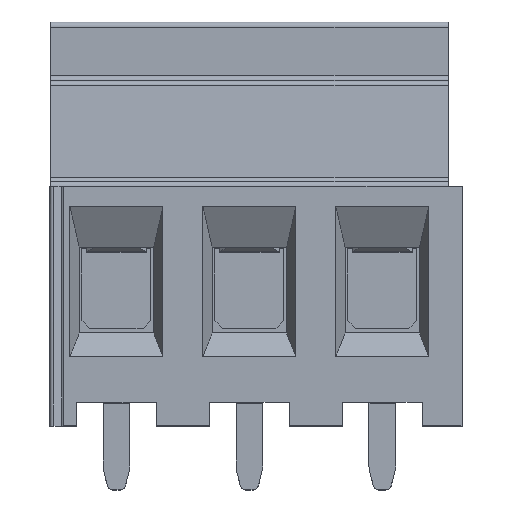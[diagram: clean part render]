
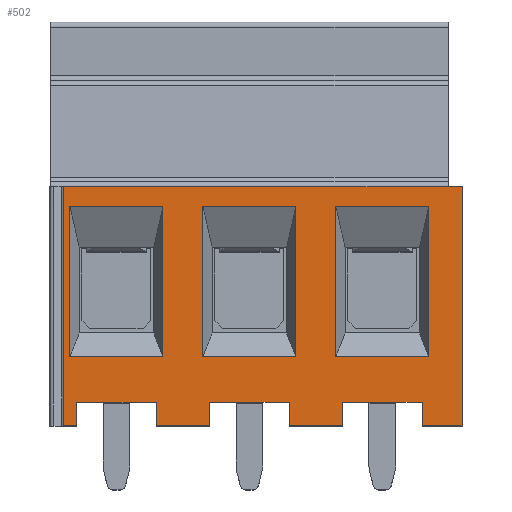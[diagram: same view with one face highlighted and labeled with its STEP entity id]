
A CAD part, top view. The second image highlights one B-rep face of the part: STEP entity #502.
In plain terms, the highlighted planar face has unit normal (0, 0, 1).
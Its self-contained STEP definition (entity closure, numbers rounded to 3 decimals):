
#342=FACE_BOUND('',#1851,.T.);
#343=FACE_BOUND('',#1852,.T.);
#344=FACE_BOUND('',#1853,.T.);
#345=FACE_BOUND('',#1854,.T.);
#502=ADVANCED_FACE('',(#342,#343,#344,#345),#984,.T.);
#984=PLANE('',#9417);
#1851=EDGE_LOOP('',(#3010,#3011,#3012,#3013,#3014,#3015,#3016,#3017,#3018,
#3019,#3020,#3021,#3022,#3023,#3024,#3025,#3026));
#1852=EDGE_LOOP('',(#3027,#3028,#3029,#3030));
#1853=EDGE_LOOP('',(#3031,#3032,#3033,#3034));
#1854=EDGE_LOOP('',(#3035,#3036,#3037,#3038));
#3010=ORIENTED_EDGE('',*,*,#6224,.T.);
#3011=ORIENTED_EDGE('',*,*,#6294,.T.);
#3012=ORIENTED_EDGE('',*,*,#6295,.F.);
#3013=ORIENTED_EDGE('',*,*,#6277,.F.);
#3014=ORIENTED_EDGE('',*,*,#6296,.T.);
#3015=ORIENTED_EDGE('',*,*,#6297,.T.);
#3016=ORIENTED_EDGE('',*,*,#6298,.F.);
#3017=ORIENTED_EDGE('',*,*,#6244,.F.);
#3018=ORIENTED_EDGE('',*,*,#6293,.T.);
#3019=ORIENTED_EDGE('',*,*,#6299,.T.);
#3020=ORIENTED_EDGE('',*,*,#6300,.F.);
#3021=ORIENTED_EDGE('',*,*,#6257,.F.);
#3022=ORIENTED_EDGE('',*,*,#6301,.T.);
#3023=ORIENTED_EDGE('',*,*,#6302,.F.);
#3024=ORIENTED_EDGE('',*,*,#6303,.F.);
#3025=ORIENTED_EDGE('',*,*,#6272,.T.);
#3026=ORIENTED_EDGE('',*,*,#6304,.F.);
#3027=ORIENTED_EDGE('',*,*,#6305,.F.);
#3028=ORIENTED_EDGE('',*,*,#6306,.F.);
#3029=ORIENTED_EDGE('',*,*,#6307,.F.);
#3030=ORIENTED_EDGE('',*,*,#6308,.F.);
#3031=ORIENTED_EDGE('',*,*,#6309,.F.);
#3032=ORIENTED_EDGE('',*,*,#6310,.F.);
#3033=ORIENTED_EDGE('',*,*,#6311,.F.);
#3034=ORIENTED_EDGE('',*,*,#6312,.F.);
#3035=ORIENTED_EDGE('',*,*,#6313,.F.);
#3036=ORIENTED_EDGE('',*,*,#6314,.F.);
#3037=ORIENTED_EDGE('',*,*,#6315,.F.);
#3038=ORIENTED_EDGE('',*,*,#6316,.F.);
#5274=VERTEX_POINT('',#13371);
#5275=VERTEX_POINT('',#13373);
#5288=VERTEX_POINT('',#13411);
#5289=VERTEX_POINT('',#13413);
#5298=VERTEX_POINT('',#13435);
#5299=VERTEX_POINT('',#13437);
#5309=VERTEX_POINT('',#13462);
#5310=VERTEX_POINT('',#13464);
#5314=VERTEX_POINT('',#13473);
#5315=VERTEX_POINT('',#13475);
#5326=VERTEX_POINT('',#13503);
#5327=VERTEX_POINT('',#13507);
#5328=VERTEX_POINT('',#13510);
#5329=VERTEX_POINT('',#13512);
#5330=VERTEX_POINT('',#13515);
#5331=VERTEX_POINT('',#13518);
#5332=VERTEX_POINT('',#13520);
#5333=VERTEX_POINT('',#13524);
#5334=VERTEX_POINT('',#13525);
#5335=VERTEX_POINT('',#13527);
#5336=VERTEX_POINT('',#13529);
#5337=VERTEX_POINT('',#13532);
#5338=VERTEX_POINT('',#13533);
#5339=VERTEX_POINT('',#13535);
#5340=VERTEX_POINT('',#13537);
#5341=VERTEX_POINT('',#13540);
#5342=VERTEX_POINT('',#13541);
#5343=VERTEX_POINT('',#13543);
#5344=VERTEX_POINT('',#13545);
#6224=EDGE_CURVE('',#5275,#5274,#7510,.T.);
#6244=EDGE_CURVE('',#5288,#5289,#7526,.T.);
#6257=EDGE_CURVE('',#5298,#5299,#7539,.T.);
#6272=EDGE_CURVE('',#5310,#5309,#7552,.T.);
#6277=EDGE_CURVE('',#5314,#5315,#7557,.T.);
#6293=EDGE_CURVE('',#5288,#5326,#7569,.T.);
#6294=EDGE_CURVE('',#5274,#5327,#7570,.T.);
#6295=EDGE_CURVE('',#5315,#5327,#7571,.T.);
#6296=EDGE_CURVE('',#5314,#5328,#7572,.T.);
#6297=EDGE_CURVE('',#5328,#5329,#7573,.T.);
#6298=EDGE_CURVE('',#5289,#5329,#7574,.T.);
#6299=EDGE_CURVE('',#5326,#5330,#7575,.T.);
#6300=EDGE_CURVE('',#5299,#5330,#7576,.T.);
#6301=EDGE_CURVE('',#5298,#5331,#7577,.T.);
#6302=EDGE_CURVE('',#5332,#5331,#7578,.T.);
#6303=EDGE_CURVE('',#5310,#5332,#7579,.T.);
#6304=EDGE_CURVE('',#5275,#5309,#7580,.T.);
#6305=EDGE_CURVE('',#5333,#5334,#7581,.T.);
#6306=EDGE_CURVE('',#5335,#5333,#7582,.T.);
#6307=EDGE_CURVE('',#5336,#5335,#7583,.T.);
#6308=EDGE_CURVE('',#5334,#5336,#7584,.T.);
#6309=EDGE_CURVE('',#5337,#5338,#7585,.T.);
#6310=EDGE_CURVE('',#5339,#5337,#7586,.T.);
#6311=EDGE_CURVE('',#5340,#5339,#7587,.T.);
#6312=EDGE_CURVE('',#5338,#5340,#7588,.T.);
#6313=EDGE_CURVE('',#5341,#5342,#7589,.T.);
#6314=EDGE_CURVE('',#5343,#5341,#7590,.T.);
#6315=EDGE_CURVE('',#5344,#5343,#7591,.T.);
#6316=EDGE_CURVE('',#5342,#5344,#7592,.T.);
#7510=LINE('',#13372,#8632);
#7526=LINE('',#13412,#8648);
#7539=LINE('',#13436,#8661);
#7552=LINE('',#13463,#8674);
#7557=LINE('',#13474,#8679);
#7569=LINE('',#13504,#8691);
#7570=LINE('',#13506,#8692);
#7571=LINE('',#13508,#8693);
#7572=LINE('',#13509,#8694);
#7573=LINE('',#13511,#8695);
#7574=LINE('',#13513,#8696);
#7575=LINE('',#13514,#8697);
#7576=LINE('',#13516,#8698);
#7577=LINE('',#13517,#8699);
#7578=LINE('',#13519,#8700);
#7579=LINE('',#13521,#8701);
#7580=LINE('',#13522,#8702);
#7581=LINE('',#13523,#8703);
#7582=LINE('',#13526,#8704);
#7583=LINE('',#13528,#8705);
#7584=LINE('',#13530,#8706);
#7585=LINE('',#13531,#8707);
#7586=LINE('',#13534,#8708);
#7587=LINE('',#13536,#8709);
#7588=LINE('',#13538,#8710);
#7589=LINE('',#13539,#8711);
#7590=LINE('',#13542,#8712);
#7591=LINE('',#13544,#8713);
#7592=LINE('',#13546,#8714);
#8632=VECTOR('',#10574,1.);
#8648=VECTOR('',#10610,1.);
#8661=VECTOR('',#10625,1.);
#8674=VECTOR('',#10644,1.);
#8679=VECTOR('',#10651,1.);
#8691=VECTOR('',#10675,1.);
#8692=VECTOR('',#10678,1.);
#8693=VECTOR('',#10679,1.);
#8694=VECTOR('',#10680,1.);
#8695=VECTOR('',#10681,1.);
#8696=VECTOR('',#10682,1.);
#8697=VECTOR('',#10683,1.);
#8698=VECTOR('',#10684,1.);
#8699=VECTOR('',#10685,1.);
#8700=VECTOR('',#10686,1.);
#8701=VECTOR('',#10687,1.);
#8702=VECTOR('',#10688,1.);
#8703=VECTOR('',#10689,1.);
#8704=VECTOR('',#10690,1.);
#8705=VECTOR('',#10691,1.);
#8706=VECTOR('',#10692,1.);
#8707=VECTOR('',#10693,1.);
#8708=VECTOR('',#10694,1.);
#8709=VECTOR('',#10695,1.);
#8710=VECTOR('',#10696,1.);
#8711=VECTOR('',#10697,1.);
#8712=VECTOR('',#10698,1.);
#8713=VECTOR('',#10699,1.);
#8714=VECTOR('',#10700,1.);
#9417=AXIS2_PLACEMENT_3D('',#13547,#10701,#10702);
#10574=DIRECTION('',(-1.,0.,0.));
#10610=DIRECTION('',(-1.,0.,0.));
#10625=DIRECTION('',(-1.,0.,0.));
#10644=DIRECTION('',(1.,0.,0.));
#10651=DIRECTION('',(-1.,0.,0.));
#10675=DIRECTION('',(0.,1.,0.));
#10678=DIRECTION('',(-1.,0.,0.));
#10679=DIRECTION('',(0.,1.,0.));
#10680=DIRECTION('',(0.,1.,0.));
#10681=DIRECTION('',(1.,0.,0.));
#10682=DIRECTION('',(0.,1.,0.));
#10683=DIRECTION('',(1.,0.,0.));
#10684=DIRECTION('',(0.,1.,0.));
#10685=DIRECTION('',(0.,1.,0.));
#10686=DIRECTION('',(-1.,0.,0.));
#10687=DIRECTION('',(0.,1.,0.));
#10688=DIRECTION('',(0.,-1.,0.));
#10689=DIRECTION('',(-1.,0.,0.));
#10690=DIRECTION('',(0.,1.,0.));
#10691=DIRECTION('',(1.,0.,0.));
#10692=DIRECTION('',(0.,-1.,0.));
#10693=DIRECTION('',(-1.,0.,0.));
#10694=DIRECTION('',(0.,1.,0.));
#10695=DIRECTION('',(1.,0.,0.));
#10696=DIRECTION('',(0.,-1.,0.));
#10697=DIRECTION('',(-1.,0.,0.));
#10698=DIRECTION('',(0.,1.,0.));
#10699=DIRECTION('',(1.,0.,0.));
#10700=DIRECTION('',(0.,-1.,0.));
#10701=DIRECTION('',(0.,0.,1.));
#10702=DIRECTION('',(0.,-1.,0.));
#13371=CARTESIAN_POINT('',(14.98,8.6,9.));
#13372=CARTESIAN_POINT('',(15.5,8.6,9.));
#13373=CARTESIAN_POINT('',(15.5,8.6,9.));
#13411=CARTESIAN_POINT('',(6.,-0.4,9.));
#13412=CARTESIAN_POINT('',(6.,-0.4,9.));
#13413=CARTESIAN_POINT('',(4.,-0.4,9.));
#13435=CARTESIAN_POINT('',(11.,-0.4,9.));
#13436=CARTESIAN_POINT('',(11.,-0.4,9.));
#13437=CARTESIAN_POINT('',(9.,-0.4,9.));
#13462=CARTESIAN_POINT('',(15.5,-0.4,9.));
#13463=CARTESIAN_POINT('',(14.,-0.4,9.));
#13464=CARTESIAN_POINT('',(14.,-0.4,9.));
#13473=CARTESIAN_POINT('',(1.,-0.4,9.));
#13474=CARTESIAN_POINT('',(1.,-0.4,9.));
#13475=CARTESIAN_POINT('',(0.5,-0.4,9.));
#13503=CARTESIAN_POINT('',(6.,0.5,9.));
#13504=CARTESIAN_POINT('',(6.,-0.4,9.));
#13506=CARTESIAN_POINT('',(14.98,8.6,9.));
#13507=CARTESIAN_POINT('',(0.5,8.6,9.));
#13508=CARTESIAN_POINT('',(0.5,-0.4,9.));
#13509=CARTESIAN_POINT('',(1.,-0.4,9.));
#13510=CARTESIAN_POINT('',(1.,0.5,9.));
#13511=CARTESIAN_POINT('',(1.,0.5,9.));
#13512=CARTESIAN_POINT('',(4.,0.5,9.));
#13513=CARTESIAN_POINT('',(4.,-0.4,9.));
#13514=CARTESIAN_POINT('',(6.,0.5,9.));
#13515=CARTESIAN_POINT('',(9.,0.5,9.));
#13516=CARTESIAN_POINT('',(9.,-0.4,9.));
#13517=CARTESIAN_POINT('',(11.,-0.4,9.));
#13518=CARTESIAN_POINT('',(11.,0.5,9.));
#13519=CARTESIAN_POINT('',(14.,0.5,9.));
#13520=CARTESIAN_POINT('',(14.,0.5,9.));
#13521=CARTESIAN_POINT('',(14.,-0.4,9.));
#13522=CARTESIAN_POINT('',(15.5,8.6,9.));
#13523=CARTESIAN_POINT('',(9.25,7.85,9.));
#13524=CARTESIAN_POINT('',(9.25,7.85,9.));
#13525=CARTESIAN_POINT('',(5.75,7.85,9.));
#13526=CARTESIAN_POINT('',(9.25,2.2,9.));
#13527=CARTESIAN_POINT('',(9.25,2.2,9.));
#13528=CARTESIAN_POINT('',(5.75,2.2,9.));
#13529=CARTESIAN_POINT('',(5.75,2.2,9.));
#13530=CARTESIAN_POINT('',(5.75,7.85,9.));
#13531=CARTESIAN_POINT('',(14.25,7.85,9.));
#13532=CARTESIAN_POINT('',(14.25,7.85,9.));
#13533=CARTESIAN_POINT('',(10.75,7.85,9.));
#13534=CARTESIAN_POINT('',(14.25,2.2,9.));
#13535=CARTESIAN_POINT('',(14.25,2.2,9.));
#13536=CARTESIAN_POINT('',(10.75,2.2,9.));
#13537=CARTESIAN_POINT('',(10.75,2.2,9.));
#13538=CARTESIAN_POINT('',(10.75,7.85,9.));
#13539=CARTESIAN_POINT('',(4.25,7.85,9.));
#13540=CARTESIAN_POINT('',(4.25,7.85,9.));
#13541=CARTESIAN_POINT('',(0.75,7.85,9.));
#13542=CARTESIAN_POINT('',(4.25,2.2,9.));
#13543=CARTESIAN_POINT('',(4.25,2.2,9.));
#13544=CARTESIAN_POINT('',(0.75,2.2,9.));
#13545=CARTESIAN_POINT('',(0.75,2.2,9.));
#13546=CARTESIAN_POINT('',(0.75,7.85,9.));
#13547=CARTESIAN_POINT('',(0.,-0.4,9.));
